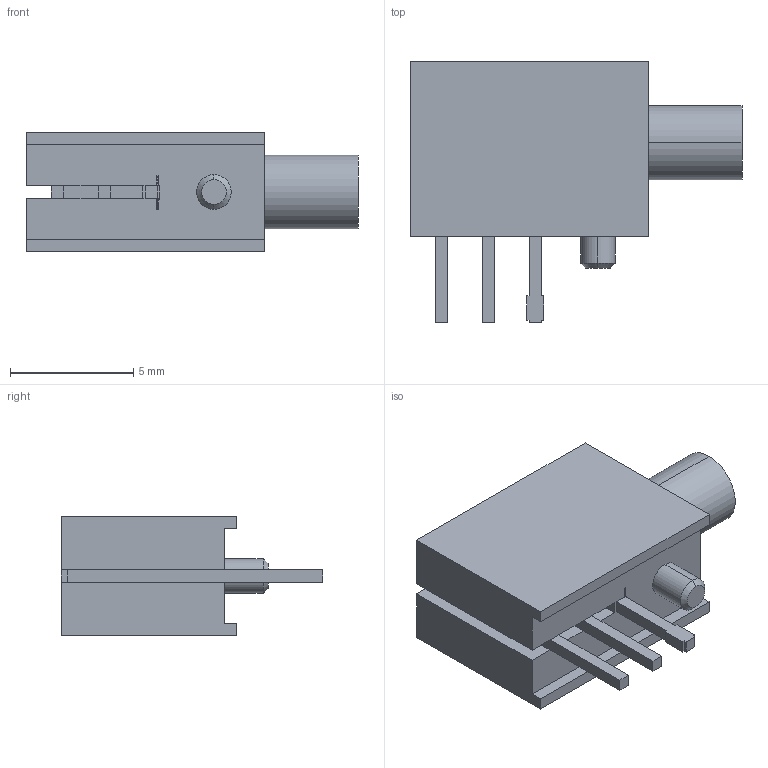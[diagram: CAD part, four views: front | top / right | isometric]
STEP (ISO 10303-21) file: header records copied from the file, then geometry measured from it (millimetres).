
FILE_DESCRIPTION (( 'STEP AP214' ), '1' );
FILE_NAME ('XWP1Sxx93.STEP', '2015-09-10T17:10:46', ( '' ), ( '' ), 'SwSTEP 2.0', 'SolidWorks 2012', '' );
FILE_SCHEMA (( 'AUTOMOTIVE_DESIGN' ));
Length unit declared in the file: millimetre
Products named in the file (1): XWP1Sxx93
Bounding box: 13.46 x 10.61 x 4.83 mm (x, y, z)
Volume: 335.1 mm3; surface area: 453.3 mm2
Topology: 1 solids, 1 shells, 262 faces, 723 edges, 472 vertices
Faces by surface type: plane 185, bspline 68, cylinder 7, cone 2
Entity records: 13499 total; most frequent: CARTESIAN_POINT 4682, ORIENTED_EDGE 1446, DIRECTION 989, EDGE_CURVE 723, VECTOR 567, LINE 567, VERTEX_POINT 472, EDGE_LOOP 275
